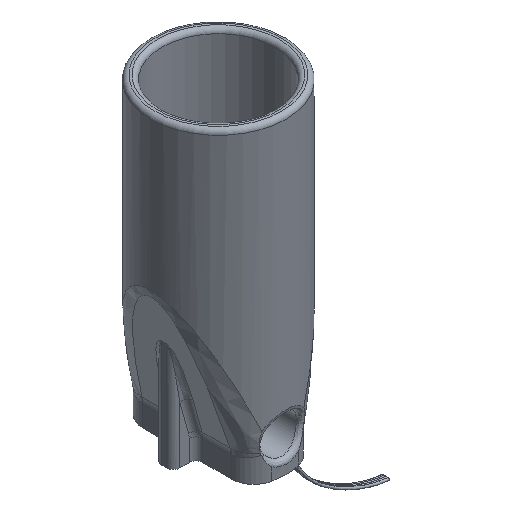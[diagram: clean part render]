
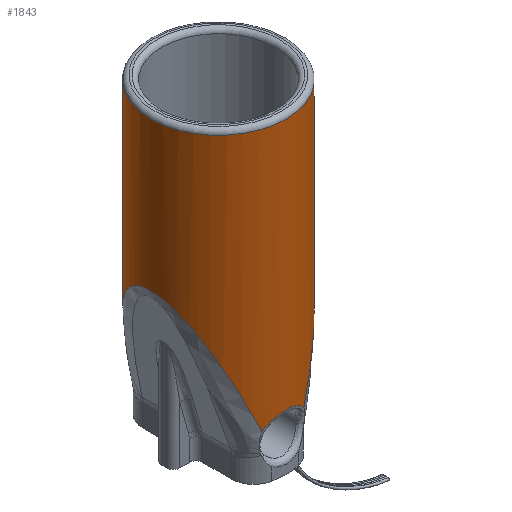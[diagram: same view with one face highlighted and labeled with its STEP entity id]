
A CAD part, isometric view. The second image highlights one B-rep face of the part: STEP entity #1843.
In plain terms, the highlighted cylindrical face has radius 15 mm (diameter 30 mm), a full revolution.
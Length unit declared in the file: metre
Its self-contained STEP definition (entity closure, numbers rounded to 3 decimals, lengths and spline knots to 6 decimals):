
#29=ELLIPSE('',#2067,0.039231,0.015);
#30=ELLIPSE('',#2068,0.039231,0.015);
#31=ELLIPSE('',#2072,0.039231,0.015);
#89=LINE('',#4181,#181);
#90=LINE('',#4185,#182);
#91=LINE('',#4189,#183);
#92=LINE('',#4193,#184);
#181=VECTOR('',#2424,1.);
#182=VECTOR('',#2427,1.);
#183=VECTOR('',#2430,1.);
#184=VECTOR('',#2433,1.);
#243=CYLINDRICAL_SURFACE('',#2066,0.015);
#371=CIRCLE('',#2069,0.015);
#372=CIRCLE('',#2070,0.015);
#373=CIRCLE('',#2071,0.015);
#374=CIRCLE('',#2073,0.015);
#597=ORIENTED_EDGE('',*,*,#1107,.T.);
#598=ORIENTED_EDGE('',*,*,#1060,.T.);
#599=ORIENTED_EDGE('',*,*,#1108,.T.);
#600=ORIENTED_EDGE('',*,*,#1109,.T.);
#601=ORIENTED_EDGE('',*,*,#1110,.T.);
#602=ORIENTED_EDGE('',*,*,#1111,.T.);
#603=ORIENTED_EDGE('',*,*,#1112,.T.);
#604=ORIENTED_EDGE('',*,*,#1113,.T.);
#605=ORIENTED_EDGE('',*,*,#1114,.T.);
#606=ORIENTED_EDGE('',*,*,#1115,.T.);
#607=ORIENTED_EDGE('',*,*,#1116,.T.);
#608=ORIENTED_EDGE('',*,*,#1046,.T.);
#609=ORIENTED_EDGE('',*,*,#1117,.T.);
#1046=EDGE_CURVE('',#1316,#1315,#1455,.T.);
#1060=EDGE_CURVE('',#1329,#1327,#1463,.T.);
#1107=EDGE_CURVE('',#1315,#1329,#29,.T.);
#1108=EDGE_CURVE('',#1327,#1369,#30,.F.);
#1109=EDGE_CURVE('',#1369,#1370,#89,.T.);
#1110=EDGE_CURVE('',#1370,#1371,#371,.F.);
#1111=EDGE_CURVE('',#1371,#1372,#90,.T.);
#1112=EDGE_CURVE('',#1372,#1373,#372,.T.);
#1113=EDGE_CURVE('',#1373,#1374,#91,.F.);
#1114=EDGE_CURVE('',#1374,#1375,#373,.F.);
#1115=EDGE_CURVE('',#1375,#1376,#92,.F.);
#1116=EDGE_CURVE('',#1376,#1316,#31,.F.);
#1117=EDGE_CURVE('',#1377,#1377,#374,.F.);
#1315=VERTEX_POINT('',#3910);
#1316=VERTEX_POINT('',#3918);
#1327=VERTEX_POINT('',#4024);
#1329=VERTEX_POINT('',#4033);
#1369=VERTEX_POINT('',#4180);
#1370=VERTEX_POINT('',#4182);
#1371=VERTEX_POINT('',#4184);
#1372=VERTEX_POINT('',#4186);
#1373=VERTEX_POINT('',#4188);
#1374=VERTEX_POINT('',#4190);
#1375=VERTEX_POINT('',#4192);
#1376=VERTEX_POINT('',#4194);
#1377=VERTEX_POINT('',#4197);
#1455=B_SPLINE_CURVE_WITH_KNOTS('',3,(#3911,#3912,#3913,#3914,#3915,#3916,
#3917),.UNSPECIFIED.,.F.,.F.,(4,1,1,1,4),(0.011645,0.014348,
0.017051,0.019754,0.022457),.UNSPECIFIED.);
#1463=B_SPLINE_CURVE_WITH_KNOTS('',3,(#4026,#4027,#4028,#4029,#4030,#4031,
#4032),.UNSPECIFIED.,.F.,.F.,(4,1,1,1,4),(0.011645,0.014348,
0.017051,0.019754,0.022457),.UNSPECIFIED.);
#1550=EDGE_LOOP('',(#597,#598,#599,#600,#601,#602,#603,#604,#605,#606,#607,
#608));
#1551=EDGE_LOOP('',(#609));
#1690=FACE_BOUND('',#1550,.T.);
#1691=FACE_BOUND('',#1551,.T.);
#1843=ADVANCED_FACE('',(#1690,#1691),#243,.T.);
#2066=AXIS2_PLACEMENT_3D('',#4177,#2418,#2419);
#2067=AXIS2_PLACEMENT_3D('',#4178,#2420,#2421);
#2068=AXIS2_PLACEMENT_3D('',#4179,#2422,#2423);
#2069=AXIS2_PLACEMENT_3D('',#4183,#2425,#2426);
#2070=AXIS2_PLACEMENT_3D('',#4187,#2428,#2429);
#2071=AXIS2_PLACEMENT_3D('',#4191,#2431,#2432);
#2072=AXIS2_PLACEMENT_3D('',#4195,#2434,#2435);
#2073=AXIS2_PLACEMENT_3D('',#4196,#2436,#2437);
#2418=DIRECTION('',(0.,0.,1.));
#2419=DIRECTION('',(1.,0.,0.));
#2420=DIRECTION('',(0.924,0.,0.382));
#2421=DIRECTION('',(-0.382,0.,0.924));
#2422=DIRECTION('',(0.924,0.,-0.382));
#2423=DIRECTION('',(0.382,0.,0.924));
#2424=DIRECTION('',(0.,0.,1.));
#2425=DIRECTION('',(0.,0.,1.));
#2426=DIRECTION('',(1.,0.,0.));
#2427=DIRECTION('',(0.,0.,1.));
#2428=DIRECTION('',(0.,0.,1.));
#2429=DIRECTION('',(1.,0.,0.));
#2430=DIRECTION('',(0.,0.,1.));
#2431=DIRECTION('',(0.,0.,1.));
#2432=DIRECTION('',(1.,0.,0.));
#2433=DIRECTION('',(0.,0.,1.));
#2434=DIRECTION('',(0.924,0.,-0.382));
#2435=DIRECTION('',(0.382,0.,0.924));
#2436=DIRECTION('',(0.,0.,1.));
#2437=DIRECTION('',(1.,0.,0.));
#3910=CARTESIAN_POINT('',(-0.004624,0.01427,-0.058899));
#3911=CARTESIAN_POINT('',(0.004624,0.01427,-0.058899));
#3912=CARTESIAN_POINT('',(0.004106,0.014437,-0.05818));
#3913=CARTESIAN_POINT('',(0.0027,0.014826,-0.057014));
#3914=CARTESIAN_POINT('',(0.000003,0.015087,-0.056392));
#3915=CARTESIAN_POINT('',(-0.002707,0.014826,-0.057016));
#3916=CARTESIAN_POINT('',(-0.004108,0.014437,-0.058182));
#3917=CARTESIAN_POINT('',(-0.004624,0.01427,-0.058899));
#3918=CARTESIAN_POINT('',(0.004624,0.01427,-0.058899));
#4024=CARTESIAN_POINT('',(0.004624,-0.01427,-0.058899));
#4026=CARTESIAN_POINT('',(-0.004624,-0.01427,-0.058899));
#4027=CARTESIAN_POINT('',(-0.004106,-0.014437,-0.05818));
#4028=CARTESIAN_POINT('',(-0.0027,-0.014826,-0.057014));
#4029=CARTESIAN_POINT('',(-0.000003,-0.015087,-0.056392));
#4030=CARTESIAN_POINT('',(0.002707,-0.014826,-0.057016));
#4031=CARTESIAN_POINT('',(0.004108,-0.014437,-0.058182));
#4032=CARTESIAN_POINT('',(0.004624,-0.01427,-0.058899));
#4033=CARTESIAN_POINT('',(-0.004624,-0.01427,-0.058899));
#4177=CARTESIAN_POINT('',(0.,0.,-0.069));
#4178=CARTESIAN_POINT('',(0.,0.,-0.070073));
#4179=CARTESIAN_POINT('',(0.,0.,-0.070073));
#4180=CARTESIAN_POINT('',(0.014375,-0.004286,-0.035334));
#4181=CARTESIAN_POINT('',(0.014375,-0.004286,-0.069));
#4182=CARTESIAN_POINT('',(0.014375,-0.004286,-0.03315));
#4183=CARTESIAN_POINT('',(0.,0.,-0.03315));
#4184=CARTESIAN_POINT('',(0.01299,-0.0075,-0.03315));
#4185=CARTESIAN_POINT('',(0.01299,-0.0075,-0.069));
#4186=CARTESIAN_POINT('',(0.01299,-0.0075,-0.02815));
#4187=CARTESIAN_POINT('',(0.,0.,-0.02815));
#4188=CARTESIAN_POINT('',(0.01299,0.0075,-0.02815));
#4189=CARTESIAN_POINT('',(0.01299,0.0075,-0.069));
#4190=CARTESIAN_POINT('',(0.01299,0.0075,-0.03315));
#4191=CARTESIAN_POINT('',(0.,0.,-0.03315));
#4192=CARTESIAN_POINT('',(0.014375,0.004286,-0.03315));
#4193=CARTESIAN_POINT('',(0.014375,0.004286,-0.069));
#4194=CARTESIAN_POINT('',(0.014375,0.004286,-0.035334));
#4195=CARTESIAN_POINT('',(0.,0.,-0.070073));
#4196=CARTESIAN_POINT('',(0.,0.,-0.001));
#4197=CARTESIAN_POINT('',(0.015,0.,-0.001));
